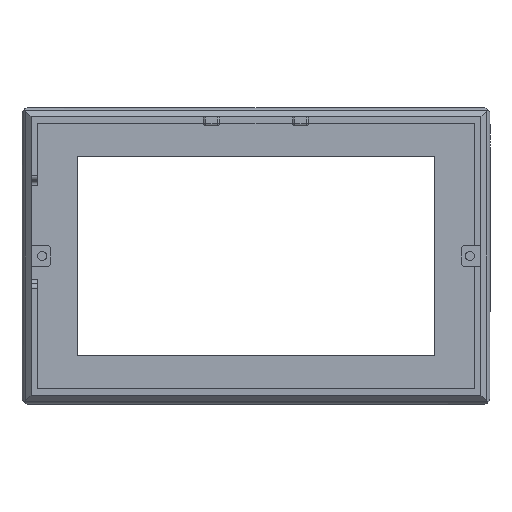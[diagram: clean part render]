
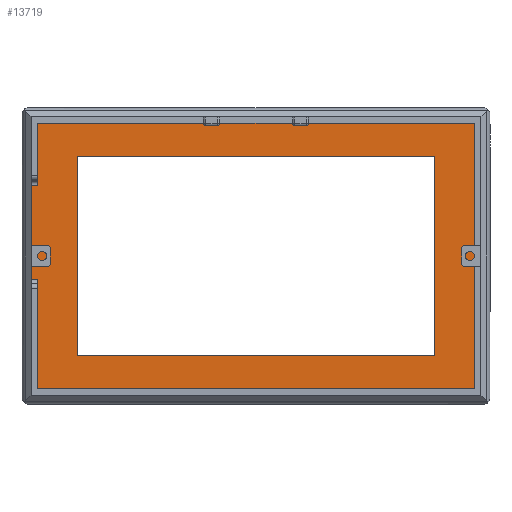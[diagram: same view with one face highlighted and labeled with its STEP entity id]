
A CAD part, front view. The second image highlights one B-rep face of the part: STEP entity #13719.
In plain terms, the highlighted planar face has unit normal (0, -1, 0).
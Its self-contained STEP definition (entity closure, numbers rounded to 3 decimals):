
#319 = LINE ( 'NONE', #6101, #1146 ) ;
#433 = EDGE_CURVE ( 'NONE', #15855, #8260, #2941, .T. ) ;
#948 = LINE ( 'NONE', #11738, #9727 ) ;
#1004 = VERTEX_POINT ( 'NONE', #6441 ) ;
#1027 = VECTOR ( 'NONE', #5893, 1000. ) ;
#1146 = VECTOR ( 'NONE', #5849, 1000. ) ;
#1190 = VECTOR ( 'NONE', #13651, 1000. ) ;
#1206 = ORIENTED_EDGE ( 'NONE', *, *, #1749, .T. ) ;
#1581 = VERTEX_POINT ( 'NONE', #2778 ) ;
#1734 = VERTEX_POINT ( 'NONE', #5106 ) ;
#1749 = EDGE_CURVE ( 'NONE', #11986, #14219, #6800, .T. ) ;
#1913 = CARTESIAN_POINT ( 'NONE',  ( -98.5, 48.5, 33.1 ) ) ;
#2348 = FACE_BOUND ( 'NONE', #2745, .T. ) ;
#2552 = VECTOR ( 'NONE', #12907, 1000. ) ;
#2610 = DIRECTION ( 'NONE',  ( 0., 1., 0. ) ) ;
#2745 = EDGE_LOOP ( 'NONE', ( #13387, #13045, #7578, #16654 ) ) ;
#2778 = CARTESIAN_POINT ( 'NONE',  ( -95.6, 48.5, -10.1 ) ) ;
#2928 = CARTESIAN_POINT ( 'NONE',  ( -95.6, 48.5, -58.1 ) ) ;
#2941 = LINE ( 'NONE', #11545, #2552 ) ;
#2988 = VERTEX_POINT ( 'NONE', #17777 ) ;
#2997 = LINE ( 'NONE', #1913, #1027 ) ;
#3164 = LINE ( 'NONE', #5962, #6625 ) ;
#3285 = VECTOR ( 'NONE', #10328, 1000. ) ;
#3568 = LINE ( 'NONE', #6078, #3285 ) ;
#3689 = EDGE_CURVE ( 'NONE', #1581, #11986, #13880, .T. ) ;
#3770 = DIRECTION ( 'NONE',  ( -1., 0., 0. ) ) ;
#3913 = EDGE_CURVE ( 'NONE', #15855, #16655, #319, .T. ) ;
#4516 = ORIENTED_EDGE ( 'NONE', *, *, #13329, .T. ) ;
#4968 = DIRECTION ( 'NONE',  ( 0., 0., 1. ) ) ;
#4972 = FACE_OUTER_BOUND ( 'NONE', #9429, .T. ) ;
#5027 = CARTESIAN_POINT ( 'NONE',  ( -78.25, 48.5, 43.75 ) ) ;
#5098 = EDGE_CURVE ( 'NONE', #2988, #15056, #2997, .T. ) ;
#5106 = CARTESIAN_POINT ( 'NONE',  ( 78.25, 48.5, 43.75 ) ) ;
#5203 = DIRECTION ( 'NONE',  ( 1., 0., 0. ) ) ;
#5345 = ORIENTED_EDGE ( 'NONE', *, *, #3913, .T. ) ;
#5427 = VECTOR ( 'NONE', #5701, 1000. ) ;
#5701 = DIRECTION ( 'NONE',  ( 0., 0., -1. ) ) ;
#5849 = DIRECTION ( 'NONE',  ( 0., 0., -1. ) ) ;
#5858 = EDGE_CURVE ( 'NONE', #15273, #1734, #12191, .T. ) ;
#5893 = DIRECTION ( 'NONE',  ( 0., 0., -1. ) ) ;
#5935 = EDGE_CURVE ( 'NONE', #8260, #14219, #10499, .T. ) ;
#5962 = CARTESIAN_POINT ( 'NONE',  ( 78.25, 48.5, 0. ) ) ;
#6078 = CARTESIAN_POINT ( 'NONE',  ( -98.5, 48.5, 31.1 ) ) ;
#6101 = CARTESIAN_POINT ( 'NONE',  ( -95.6, 48.5, -61. ) ) ;
#6185 = VECTOR ( 'NONE', #13152, 1000. ) ;
#6441 = CARTESIAN_POINT ( 'NONE',  ( 78.25, 48.5, -43.75 ) ) ;
#6625 = VECTOR ( 'NONE', #14134, 1000. ) ;
#6800 = LINE ( 'NONE', #12110, #13716 ) ;
#7532 = CARTESIAN_POINT ( 'NONE',  ( -98.5, 48.5, -10.1 ) ) ;
#7578 = ORIENTED_EDGE ( 'NONE', *, *, #7853, .T. ) ;
#7659 = CARTESIAN_POINT ( 'NONE',  ( 95.6, 48.5, -61. ) ) ;
#7853 = EDGE_CURVE ( 'NONE', #1004, #16332, #948, .T. ) ;
#7956 = CARTESIAN_POINT ( 'NONE',  ( 0., 48.5, 43.75 ) ) ;
#7994 = PLANE ( 'NONE',  #14503 ) ;
#8260 = VERTEX_POINT ( 'NONE', #14538 ) ;
#8398 = VECTOR ( 'NONE', #4968, 1000. ) ;
#8468 = CARTESIAN_POINT ( 'NONE',  ( -95.6, 48.5, -61. ) ) ;
#8496 = CARTESIAN_POINT ( 'NONE',  ( -95.6, 48.5, 31.1 ) ) ;
#9304 = ORIENTED_EDGE ( 'NONE', *, *, #3689, .T. ) ;
#9416 = DIRECTION ( 'NONE',  ( 0., 0., 1. ) ) ;
#9429 = EDGE_LOOP ( 'NONE', ( #14931, #11676, #9304, #1206, #17316, #16816, #5345, #4516 ) ) ;
#9727 = VECTOR ( 'NONE', #3770, 1000. ) ;
#9834 = CARTESIAN_POINT ( 'NONE',  ( 95.6, 48.5, -58.1 ) ) ;
#10328 = DIRECTION ( 'NONE',  ( -1., 0., 0. ) ) ;
#10499 = LINE ( 'NONE', #7659, #6185 ) ;
#10519 = EDGE_CURVE ( 'NONE', #1734, #1004, #3164, .T. ) ;
#10865 = CARTESIAN_POINT ( 'NONE',  ( 0., 48.5, 0. ) ) ;
#10926 = EDGE_CURVE ( 'NONE', #15056, #1581, #15008, .T. ) ;
#11108 = CARTESIAN_POINT ( 'NONE',  ( -95.6, 48.5, -10.1 ) ) ;
#11545 = CARTESIAN_POINT ( 'NONE',  ( 95.6, 48.5, 58.1 ) ) ;
#11676 = ORIENTED_EDGE ( 'NONE', *, *, #10926, .T. ) ;
#11738 = CARTESIAN_POINT ( 'NONE',  ( 0., 48.5, -43.75 ) ) ;
#11877 = LINE ( 'NONE', #14591, #8398 ) ;
#11986 = VERTEX_POINT ( 'NONE', #2928 ) ;
#12110 = CARTESIAN_POINT ( 'NONE',  ( 95.6, 48.5, -58.1 ) ) ;
#12191 = LINE ( 'NONE', #7956, #13939 ) ;
#12507 = EDGE_CURVE ( 'NONE', #16332, #15273, #11877, .T. ) ;
#12907 = DIRECTION ( 'NONE',  ( 1., 0., 0. ) ) ;
#13045 = ORIENTED_EDGE ( 'NONE', *, *, #10519, .T. ) ;
#13053 = CARTESIAN_POINT ( 'NONE',  ( -95.6, 48.5, 58.1 ) ) ;
#13152 = DIRECTION ( 'NONE',  ( 0., 0., -1. ) ) ;
#13329 = EDGE_CURVE ( 'NONE', #16655, #2988, #3568, .T. ) ;
#13387 = ORIENTED_EDGE ( 'NONE', *, *, #5858, .T. ) ;
#13651 = DIRECTION ( 'NONE',  ( 1., 0., 0. ) ) ;
#13716 = VECTOR ( 'NONE', #5203, 1000. ) ;
#13719 = ADVANCED_FACE ( 'NONE', ( #2348, #4972 ), #7994, .F. ) ;
#13880 = LINE ( 'NONE', #8468, #5427 ) ;
#13939 = VECTOR ( 'NONE', #16210, 1000. ) ;
#14134 = DIRECTION ( 'NONE',  ( 0., 0., -1. ) ) ;
#14219 = VERTEX_POINT ( 'NONE', #9834 ) ;
#14503 = AXIS2_PLACEMENT_3D ( 'NONE', #10865, #2610, #9416 ) ;
#14538 = CARTESIAN_POINT ( 'NONE',  ( 95.6, 48.5, 58.1 ) ) ;
#14591 = CARTESIAN_POINT ( 'NONE',  ( -78.25, 48.5, 0. ) ) ;
#14931 = ORIENTED_EDGE ( 'NONE', *, *, #5098, .T. ) ;
#15008 = LINE ( 'NONE', #11108, #1190 ) ;
#15056 = VERTEX_POINT ( 'NONE', #7532 ) ;
#15273 = VERTEX_POINT ( 'NONE', #5027 ) ;
#15855 = VERTEX_POINT ( 'NONE', #13053 ) ;
#16210 = DIRECTION ( 'NONE',  ( 1., 0., 0. ) ) ;
#16332 = VERTEX_POINT ( 'NONE', #16670 ) ;
#16654 = ORIENTED_EDGE ( 'NONE', *, *, #12507, .T. ) ;
#16655 = VERTEX_POINT ( 'NONE', #8496 ) ;
#16670 = CARTESIAN_POINT ( 'NONE',  ( -78.25, 48.5, -43.75 ) ) ;
#16816 = ORIENTED_EDGE ( 'NONE', *, *, #433, .F. ) ;
#17316 = ORIENTED_EDGE ( 'NONE', *, *, #5935, .F. ) ;
#17777 = CARTESIAN_POINT ( 'NONE',  ( -98.5, 48.5, 31.1 ) ) ;
